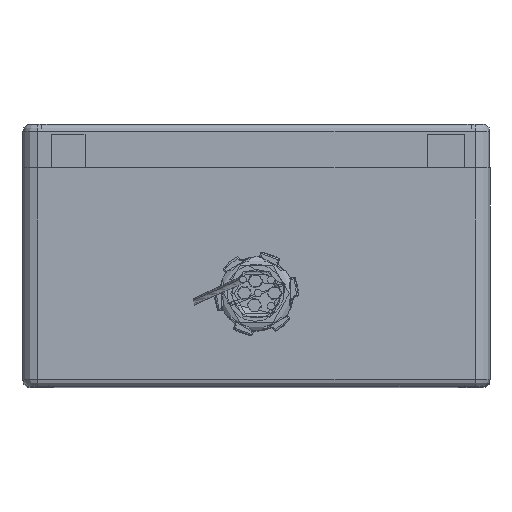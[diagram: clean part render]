
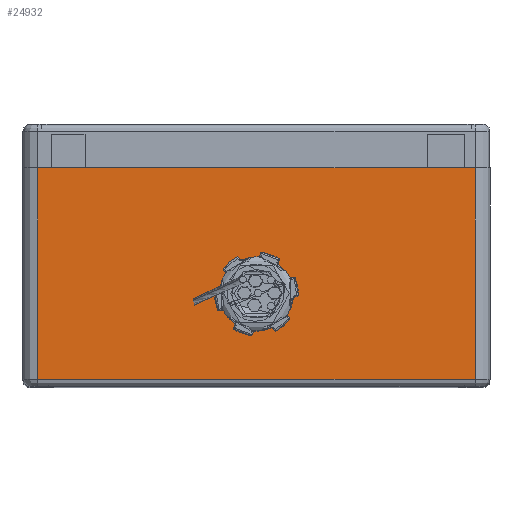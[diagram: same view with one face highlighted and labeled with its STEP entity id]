
A CAD part, top view. The second image highlights one B-rep face of the part: STEP entity #24932.
In plain terms, the highlighted planar face has unit normal (0, 0, 1).
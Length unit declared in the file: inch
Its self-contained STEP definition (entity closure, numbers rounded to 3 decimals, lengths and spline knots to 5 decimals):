
#226 = DIRECTION ( 'NONE',  ( 1., 0., 0. ) ) ;
#3203 = CARTESIAN_POINT ( 'NONE',  ( -2.9495, 2.95, 4.7245 ) ) ;
#4245 = VERTEX_POINT ( 'NONE', #3203 ) ;
#4541 = VERTEX_POINT ( 'NONE', #46309 ) ;
#6144 = FACE_BOUND ( 'NONE', #28376, .T. ) ;
#8466 = AXIS2_PLACEMENT_3D ( 'NONE', #91937, #76698, #20601 ) ;
#11205 = LINE ( 'NONE', #55282, #66095 ) ;
#15053 = EDGE_CURVE ( 'NONE', #4541, #88983, #102646, .T. ) ;
#16671 = CARTESIAN_POINT ( 'NONE',  ( 0.0005, 1.25, 4.7245 ) ) ;
#18990 = CARTESIAN_POINT ( 'NONE',  ( 2.9495, 2.95, 4.7245 ) ) ;
#19038 = ORIENTED_EDGE ( 'NONE', *, *, #57295, .F. ) ;
#20601 = DIRECTION ( 'NONE',  ( -1., 0., 0. ) ) ;
#22085 = LINE ( 'NONE', #99675, #83082 ) ;
#24358 = DIRECTION ( 'NONE',  ( 0., 0., 1. ) ) ;
#24932 = ADVANCED_FACE ( 'NONE', ( #6144, #28609 ), #83593, .F. ) ;
#26702 = VERTEX_POINT ( 'NONE', #68509 ) ;
#28376 = EDGE_LOOP ( 'NONE', ( #56855, #38842 ) ) ;
#28609 = FACE_OUTER_BOUND ( 'NONE', #60263, .T. ) ;
#33299 = CARTESIAN_POINT ( 'NONE',  ( -8.83854, 2.95, 4.7245 ) ) ;
#36344 = AXIS2_PLACEMENT_3D ( 'NONE', #66818, #49883, #91108 ) ;
#36948 = AXIS2_PLACEMENT_3D ( 'NONE', #16671, #24358, #79710 ) ;
#38842 = ORIENTED_EDGE ( 'NONE', *, *, #15053, .F. ) ;
#41296 = VERTEX_POINT ( 'NONE', #18990 ) ;
#42372 = DIRECTION ( 'NONE',  ( 0., -1., 0. ) ) ;
#42717 = VECTOR ( 'NONE', #42372, 39.37008 ) ;
#46309 = CARTESIAN_POINT ( 'NONE',  ( -0.3995, 1.25, 4.7245 ) ) ;
#49883 = DIRECTION ( 'NONE',  ( 0., 0., 1. ) ) ;
#51508 = CARTESIAN_POINT ( 'NONE',  ( -2.9495, 0.1, 4.7245 ) ) ;
#55282 = CARTESIAN_POINT ( 'NONE',  ( -2.9495, 0.1, 4.7245 ) ) ;
#55738 = ORIENTED_EDGE ( 'NONE', *, *, #92163, .T. ) ;
#56855 = ORIENTED_EDGE ( 'NONE', *, *, #60481, .F. ) ;
#57295 = EDGE_CURVE ( 'NONE', #4245, #41296, #78671, .T. ) ;
#60263 = EDGE_LOOP ( 'NONE', ( #19038, #72720, #55738, #72555 ) ) ;
#60481 = EDGE_CURVE ( 'NONE', #88983, #4541, #93730, .T. ) ;
#66095 = VECTOR ( 'NONE', #89608, 39.37008 ) ;
#66818 = CARTESIAN_POINT ( 'NONE',  ( 0.0005, 1.25, 4.7245 ) ) ;
#68099 = DIRECTION ( 'NONE',  ( 0., -1., 0. ) ) ;
#68509 = CARTESIAN_POINT ( 'NONE',  ( 2.9495, 0.1, 4.7245 ) ) ;
#71013 = EDGE_CURVE ( 'NONE', #4245, #77934, #87592, .T. ) ;
#72555 = ORIENTED_EDGE ( 'NONE', *, *, #73891, .F. ) ;
#72720 = ORIENTED_EDGE ( 'NONE', *, *, #71013, .T. ) ;
#73678 = VECTOR ( 'NONE', #226, 39.37008 ) ;
#73891 = EDGE_CURVE ( 'NONE', #41296, #26702, #22085, .T. ) ;
#76698 = DIRECTION ( 'NONE',  ( 0., 0., -1. ) ) ;
#77934 = VERTEX_POINT ( 'NONE', #51508 ) ;
#78671 = LINE ( 'NONE', #33299, #73678 ) ;
#79710 = DIRECTION ( 'NONE',  ( 1., 0., 0. ) ) ;
#82733 = CARTESIAN_POINT ( 'NONE',  ( 0.4005, 1.25, 4.7245 ) ) ;
#83082 = VECTOR ( 'NONE', #68099, 39.37008 ) ;
#83593 = PLANE ( 'NONE',  #8466 ) ;
#87592 = LINE ( 'NONE', #90029, #42717 ) ;
#88983 = VERTEX_POINT ( 'NONE', #82733 ) ;
#89608 = DIRECTION ( 'NONE',  ( 1., 0., 0. ) ) ;
#90029 = CARTESIAN_POINT ( 'NONE',  ( -2.9495, 3.01, 4.7245 ) ) ;
#91108 = DIRECTION ( 'NONE',  ( 1., 0., 0. ) ) ;
#91937 = CARTESIAN_POINT ( 'NONE',  ( -2.9495, 3.01, 4.7245 ) ) ;
#92163 = EDGE_CURVE ( 'NONE', #77934, #26702, #11205, .T. ) ;
#93730 = CIRCLE ( 'NONE', #36344, 0.4 ) ;
#99675 = CARTESIAN_POINT ( 'NONE',  ( 2.9495, 3.01, 4.7245 ) ) ;
#102646 = CIRCLE ( 'NONE', #36948, 0.4 ) ;
